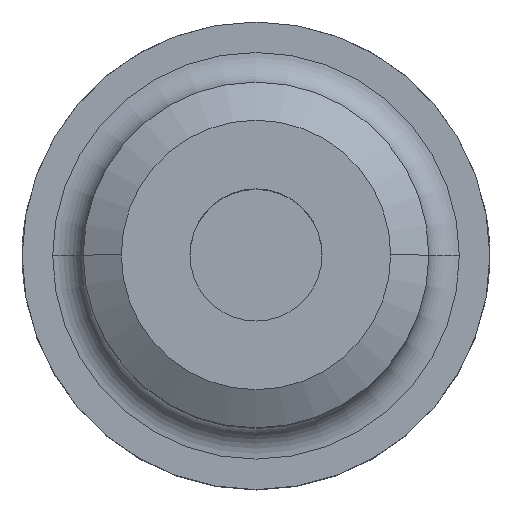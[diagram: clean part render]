
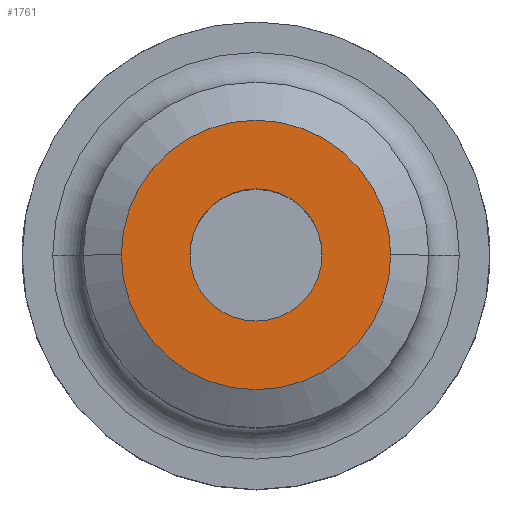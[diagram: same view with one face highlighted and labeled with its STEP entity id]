
A CAD part, top view. The second image highlights one B-rep face of the part: STEP entity #1761.
In plain terms, the highlighted planar face has unit normal (0, 0, 1).
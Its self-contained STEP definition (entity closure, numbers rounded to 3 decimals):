
#15 = VERTEX_POINT ( 'NONE', #1286 ) ;
#48 = DIRECTION ( 'NONE',  ( 0., 0., 1. ) ) ;
#66 = VERTEX_POINT ( 'NONE', #239 ) ;
#75 = EDGE_LOOP ( 'NONE', ( #825, #459 ) ) ;
#92 = DIRECTION ( 'NONE',  ( 0., 0., -1. ) ) ;
#190 = CARTESIAN_POINT ( 'NONE',  ( 0., 0., 70. ) ) ;
#192 = DIRECTION ( 'NONE',  ( -1., 0., 0. ) ) ;
#239 = CARTESIAN_POINT ( 'NONE',  ( 6.5, 0., 70. ) ) ;
#269 = CIRCLE ( 'NONE', #1612, 6.5 ) ;
#297 = EDGE_CURVE ( 'NONE', #807, #66, #269, .T. ) ;
#303 = ORIENTED_EDGE ( 'NONE', *, *, #1145, .F. ) ;
#310 = CIRCLE ( 'NONE', #707, 13.25 ) ;
#316 = DIRECTION ( 'NONE',  ( -1., 0., 0. ) ) ;
#459 = ORIENTED_EDGE ( 'NONE', *, *, #1249, .T. ) ;
#550 = AXIS2_PLACEMENT_3D ( 'NONE', #1633, #630, #1482 ) ;
#601 = CIRCLE ( 'NONE', #550, 13.25 ) ;
#630 = DIRECTION ( 'NONE',  ( 0., 0., -1. ) ) ;
#699 = FACE_OUTER_BOUND ( 'NONE', #1573, .T. ) ;
#707 = AXIS2_PLACEMENT_3D ( 'NONE', #942, #92, #1089 ) ;
#756 = ORIENTED_EDGE ( 'NONE', *, *, #1393, .F. ) ;
#807 = VERTEX_POINT ( 'NONE', #1156 ) ;
#825 = ORIENTED_EDGE ( 'NONE', *, *, #297, .T. ) ;
#896 = CIRCLE ( 'NONE', #1413, 6.5 ) ;
#942 = CARTESIAN_POINT ( 'NONE',  ( 0., 0., 70. ) ) ;
#1034 = CARTESIAN_POINT ( 'NONE',  ( 0., 13.25, 70. ) ) ;
#1044 = DIRECTION ( 'NONE',  ( 1., 0., 0. ) ) ;
#1089 = DIRECTION ( 'NONE',  ( -1., 0., 0. ) ) ;
#1145 = EDGE_CURVE ( 'NONE', #1405, #15, #601, .T. ) ;
#1156 = CARTESIAN_POINT ( 'NONE',  ( -6.5, 0., 70. ) ) ;
#1169 = AXIS2_PLACEMENT_3D ( 'NONE', #1034, #48, #1044 ) ;
#1181 = DIRECTION ( 'NONE',  ( 0., 0., -1. ) ) ;
#1249 = EDGE_CURVE ( 'NONE', #66, #807, #896, .T. ) ;
#1286 = CARTESIAN_POINT ( 'NONE',  ( 13.25, 0., 70. ) ) ;
#1322 = DIRECTION ( 'NONE',  ( 0., 0., -1. ) ) ;
#1393 = EDGE_CURVE ( 'NONE', #15, #1405, #310, .T. ) ;
#1405 = VERTEX_POINT ( 'NONE', #1799 ) ;
#1413 = AXIS2_PLACEMENT_3D ( 'NONE', #1512, #1322, #192 ) ;
#1482 = DIRECTION ( 'NONE',  ( -1., 0., 0. ) ) ;
#1503 = FACE_BOUND ( 'NONE', #75, .T. ) ;
#1512 = CARTESIAN_POINT ( 'NONE',  ( 0., 0., 70. ) ) ;
#1573 = EDGE_LOOP ( 'NONE', ( #303, #756 ) ) ;
#1612 = AXIS2_PLACEMENT_3D ( 'NONE', #190, #1181, #316 ) ;
#1633 = CARTESIAN_POINT ( 'NONE',  ( 0., 0., 70. ) ) ;
#1753 = PLANE ( 'NONE',  #1169 ) ;
#1761 = ADVANCED_FACE ( 'NONE', ( #1503, #699 ), #1753, .T. ) ;
#1799 = CARTESIAN_POINT ( 'NONE',  ( -13.25, 0., 70. ) ) ;
